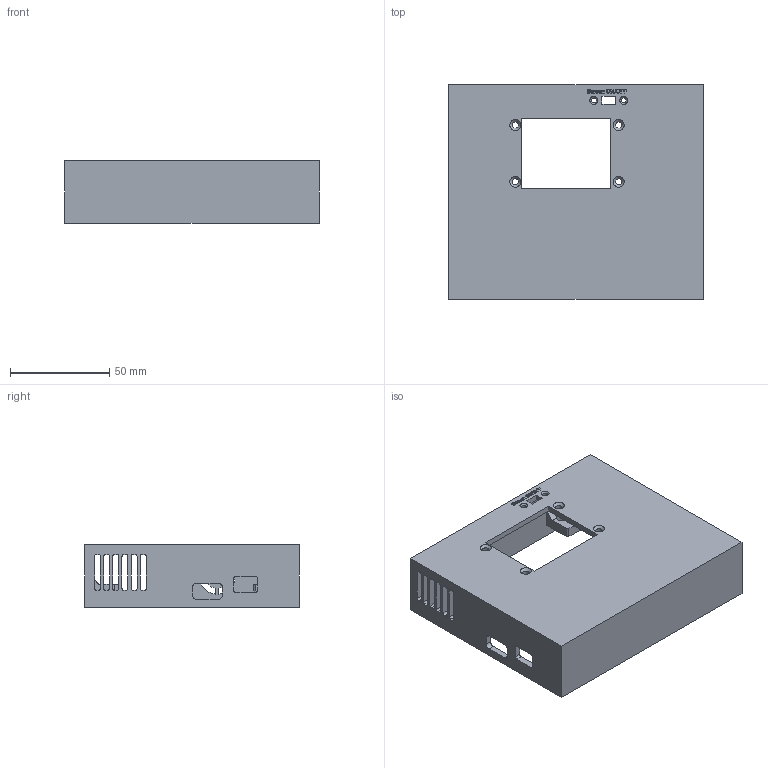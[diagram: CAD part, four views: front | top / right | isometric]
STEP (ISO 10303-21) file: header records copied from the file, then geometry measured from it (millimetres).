
FILE_DESCRIPTION(/* description */ (''),/* implementation_level */ '2;1');
FILE_NAME(/* name */ 'top.step',/* time_stamp */ '2022-09-29T00:05:42+02:00',/* author */ (''),/* organization */ (''),/* preprocessor_version */ 'ST-DEVELOPER v19',/* originating_system */ 'Autodesk Translation Framework v11.7.0.108',/* authorisation */ '');
FILE_SCHEMA (('AUTOMOTIVE_DESIGN { 1 0 10303 214 3 1 1 }'));
Length unit declared in the file: millimetre
Products named in the file (1): top
Bounding box: 128 x 108 x 31.6 mm (x, y, z)
Volume: 76203.3 mm3; surface area: 55066.1 mm2
Topology: 1 solids, 1 shells, 414 faces, 1179 edges, 786 vertices
Faces by surface type: plane 181, bspline 141, cylinder 86, cone 6
Full cylindrical faces by diameter (mm): 2.5 x6, 3.2 x4, 5.5 x4
Entity records: 14950 total; most frequent: CARTESIAN_POINT 4777, ORIENTED_EDGE 2358, DIRECTION 1633, EDGE_CURVE 1179, VERTEX_POINT 786, LINE 709, VECTOR 709, EDGE_LOOP 501
